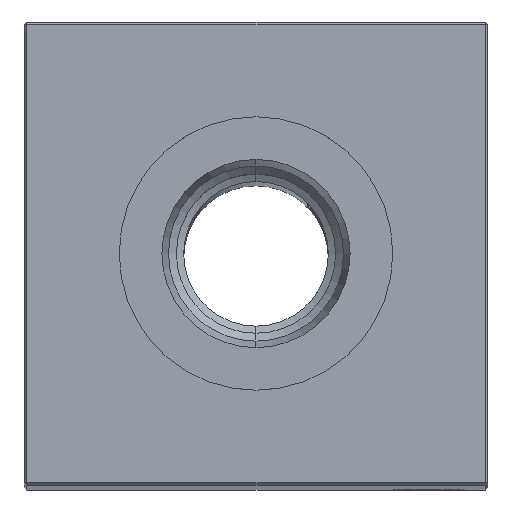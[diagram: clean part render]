
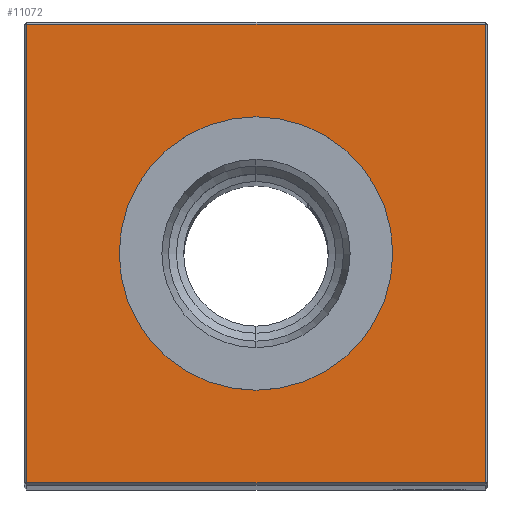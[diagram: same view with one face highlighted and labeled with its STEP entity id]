
A CAD part, top view. The second image highlights one B-rep face of the part: STEP entity #11072.
In plain terms, the highlighted planar face has unit normal (0, 0, 1).
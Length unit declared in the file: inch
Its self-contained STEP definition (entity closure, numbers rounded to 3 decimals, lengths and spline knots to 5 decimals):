
#187 = DIRECTION ( 'NONE',  ( 0., -1., 0. ) ) ;
#908 = DIRECTION ( 'NONE',  ( 0., 1., 0. ) ) ;
#1045 = ORIENTED_EDGE ( 'NONE', *, *, #19797, .T. ) ;
#1188 = ORIENTED_EDGE ( 'NONE', *, *, #12022, .T. ) ;
#2040 = EDGE_CURVE ( 'NONE', #7302, #23537, #17025, .T. ) ;
#3237 = ORIENTED_EDGE ( 'NONE', *, *, #2040, .T. ) ;
#3470 = CIRCLE ( 'NONE', #15195, 0.59055 ) ;
#4069 = DIRECTION ( 'NONE',  ( 0., 0., -1. ) ) ;
#4202 = CARTESIAN_POINT ( 'NONE',  ( 0., 0., 12.25 ) ) ;
#4628 = EDGE_LOOP ( 'NONE', ( #22091, #10117 ) ) ;
#4956 = DIRECTION ( 'NONE',  ( 0., 0., -1. ) ) ;
#5659 = CARTESIAN_POINT ( 'NONE',  ( 0., 0., 12.25 ) ) ;
#5914 = EDGE_CURVE ( 'NONE', #24900, #12923, #3470, .T. ) ;
#6468 = CARTESIAN_POINT ( 'NONE',  ( 0., 0.99, 12.25 ) ) ;
#6627 = CARTESIAN_POINT ( 'NONE',  ( 0.99, 0., 12.25 ) ) ;
#7146 = EDGE_CURVE ( 'NONE', #12923, #24900, #19972, .T. ) ;
#7302 = VERTEX_POINT ( 'NONE', #19015 ) ;
#7679 = DIRECTION ( 'NONE',  ( -1., 0., 0. ) ) ;
#8039 = VERTEX_POINT ( 'NONE', #11168 ) ;
#8572 = VECTOR ( 'NONE', #187, 39.37008 ) ;
#8774 = LINE ( 'NONE', #25455, #25844 ) ;
#8804 = CARTESIAN_POINT ( 'NONE',  ( -0.99, -0.99, 12.25 ) ) ;
#10117 = ORIENTED_EDGE ( 'NONE', *, *, #7146, .T. ) ;
#10637 = EDGE_LOOP ( 'NONE', ( #3237, #1045, #1188, #24177 ) ) ;
#10693 = CARTESIAN_POINT ( 'NONE',  ( 0.99, -0.99, 12.25 ) ) ;
#11072 = ADVANCED_FACE ( 'NONE', ( #26263, #24384 ), #11749, .F. ) ;
#11168 = CARTESIAN_POINT ( 'NONE',  ( 0.99, 0.99, 12.25 ) ) ;
#11326 = CARTESIAN_POINT ( 'NONE',  ( 0., 0., 12.25 ) ) ;
#11749 = PLANE ( 'NONE',  #14257 ) ;
#12022 = EDGE_CURVE ( 'NONE', #22585, #8039, #25213, .T. ) ;
#12923 = VERTEX_POINT ( 'NONE', #18579 ) ;
#13652 = DIRECTION ( 'NONE',  ( 0., 0., -1. ) ) ;
#14257 = AXIS2_PLACEMENT_3D ( 'NONE', #5659, #13652, #7679 ) ;
#14992 = CARTESIAN_POINT ( 'NONE',  ( -0.99, 0., 12.25 ) ) ;
#15195 = AXIS2_PLACEMENT_3D ( 'NONE', #4202, #4069, #16961 ) ;
#16961 = DIRECTION ( 'NONE',  ( -1., 0., 0. ) ) ;
#17025 = LINE ( 'NONE', #14992, #8572 ) ;
#17153 = CARTESIAN_POINT ( 'NONE',  ( 0., 0.59055, 12.25 ) ) ;
#17380 = AXIS2_PLACEMENT_3D ( 'NONE', #11326, #4956, #26477 ) ;
#18416 = DIRECTION ( 'NONE',  ( -1., 0., 0. ) ) ;
#18579 = CARTESIAN_POINT ( 'NONE',  ( 0., -0.59055, 12.25 ) ) ;
#19015 = CARTESIAN_POINT ( 'NONE',  ( -0.99, 0.99, 12.25 ) ) ;
#19697 = EDGE_CURVE ( 'NONE', #8039, #7302, #20861, .T. ) ;
#19797 = EDGE_CURVE ( 'NONE', #23537, #22585, #8774, .T. ) ;
#19972 = CIRCLE ( 'NONE', #17380, 0.59055 ) ;
#20861 = LINE ( 'NONE', #6468, #25421 ) ;
#22091 = ORIENTED_EDGE ( 'NONE', *, *, #5914, .T. ) ;
#22585 = VERTEX_POINT ( 'NONE', #10693 ) ;
#23537 = VERTEX_POINT ( 'NONE', #8804 ) ;
#23609 = VECTOR ( 'NONE', #908, 39.37008 ) ;
#24177 = ORIENTED_EDGE ( 'NONE', *, *, #19697, .T. ) ;
#24384 = FACE_BOUND ( 'NONE', #4628, .T. ) ;
#24900 = VERTEX_POINT ( 'NONE', #17153 ) ;
#25213 = LINE ( 'NONE', #6627, #23609 ) ;
#25320 = DIRECTION ( 'NONE',  ( 1., 0., 0. ) ) ;
#25421 = VECTOR ( 'NONE', #18416, 39.37008 ) ;
#25455 = CARTESIAN_POINT ( 'NONE',  ( 0., -0.99, 12.25 ) ) ;
#25844 = VECTOR ( 'NONE', #25320, 39.37008 ) ;
#26263 = FACE_OUTER_BOUND ( 'NONE', #10637, .T. ) ;
#26477 = DIRECTION ( 'NONE',  ( -1., 0., 0. ) ) ;
